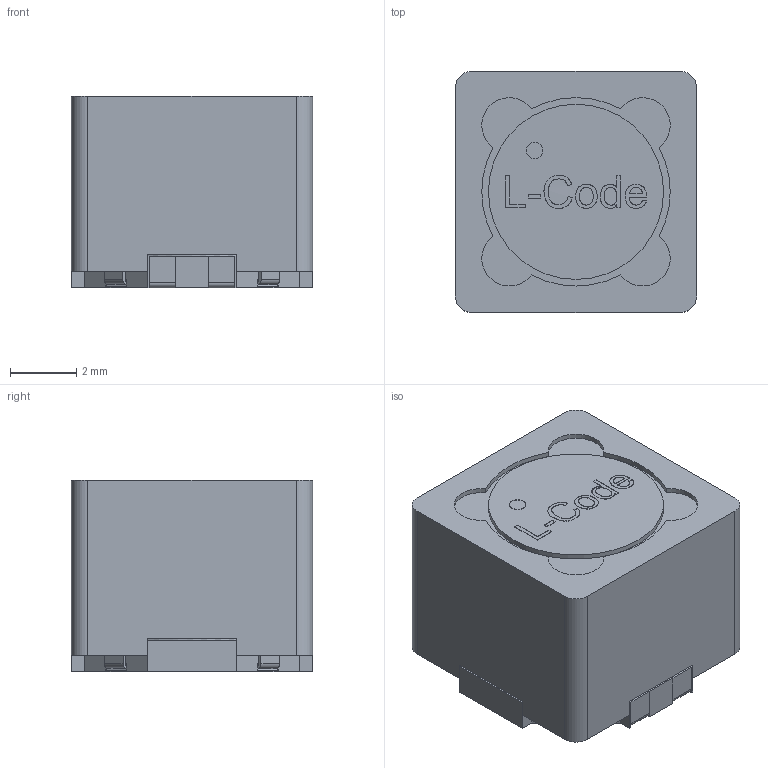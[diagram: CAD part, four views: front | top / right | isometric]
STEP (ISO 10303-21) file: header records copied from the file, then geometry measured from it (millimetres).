
FILE_DESCRIPTION(/* description */ ('Unknown','CAx-IF Rec.Pracs.---Representation and Presentation of Product Manufacturing Information (PMI)---4.0---2014-10-13','CAx-IF Rec.Pracs.---3D Tessellated Geometry---0.4---2014-09-14','2;1'),/* implementation_level */ '2;1');
FILE_NAME(/* name */ 'L_Wurth_WE-DD-7355crossed',/* time_stamp */ '2025-03-13T11:09:48+08:00',/* author */ ('Unknown'),/* organization */ ('Unknown'),/* preprocessor_version */ 'ST-DEVELOPER v16.7',/* originating_system */ 'Solid Edge',/* authorisation */ 'Unknown');
FILE_SCHEMA (('AP242_MANAGED_MODEL_BASED_3D_ENGINEERING_MIM_LF { 1 0 10303 442 1 1 4 }'));
Length unit declared in the file: metre
Products named in the file (2): L_Wurth_WE-DD-7355crossed
Assembly tree (1 placements, depth 2):
  L_Wurth_WE-DD-7355crossed
    L_Wurth_WE-DD-7355crossed
Bounding box: 7.3 x 7.3 x 5.8 mm (x, y, z)
Volume: 199.3 mm3; surface area: 813.5 mm2
Topology: 8 solids, 8 shells, 322 faces, 861 edges, 563 vertices
Faces by surface type: plane 214, cylinder 88, bspline 13, torus 7
Full cylindrical faces by diameter (mm): 0.1 x6, 0.5 x1, 2.75 x2, 5.3 x3
Entity records: 17075 total; most frequent: CARTESIAN_POINT 7820, ORIENTED_EDGE 1658, DIRECTION 1605, EDGE_CURVE 829, LINE 625, VECTOR 625, VERTEX_POINT 557, AXIS2_PLACEMENT_3D 490
